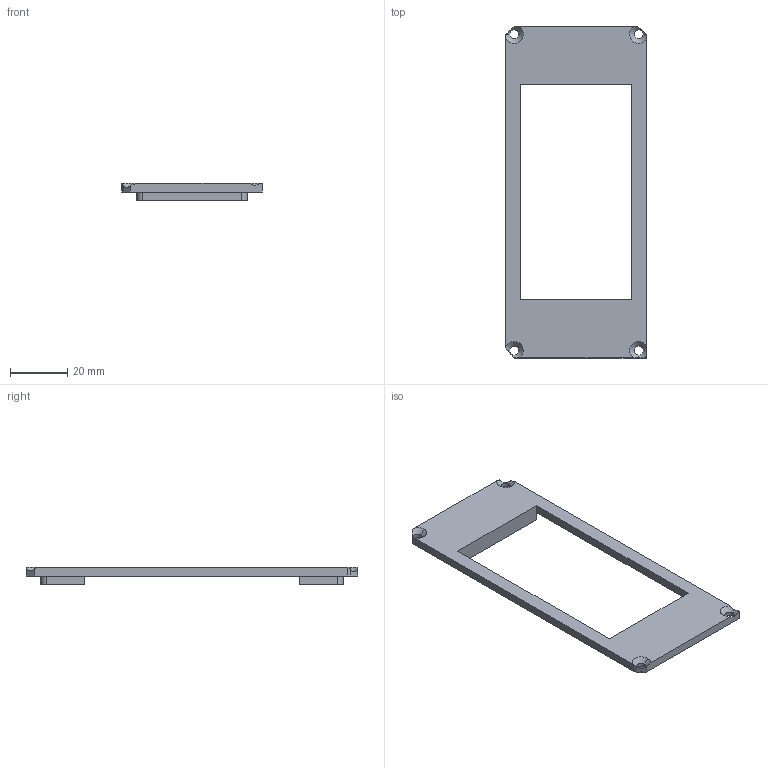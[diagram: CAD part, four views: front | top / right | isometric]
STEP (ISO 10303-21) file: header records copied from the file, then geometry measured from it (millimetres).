
FILE_DESCRIPTION((''),'2;1');
FILE_NAME('PRT0004','2019-07-05T11:04:05',('andres'),(''),'CREO PARAMETRIC BY PTC INC, 2018500','CREO PARAMETRIC BY PTC INC, 2018500','');
FILE_SCHEMA(('CONFIG_CONTROL_DESIGN'));
Length unit declared in the file: millimetre
Products named in the file (1): PRT0004
Bounding box: 49 x 116 x 6 mm (x, y, z)
Volume: 11613.1 mm3; surface area: 7790.9 mm2
Topology: 1 solids, 1 shells, 43 faces, 128 edges, 83 vertices
Faces by surface type: plane 23, cylinder 12, cone 8
Entity records: 1555 total; most frequent: CARTESIAN_POINT 349, ORIENTED_EDGE 256, DIRECTION 228, EDGE_CURVE 128, VERTEX_POINT 83, VECTOR 78, LINE 78, AXIS2_PLACEMENT_3D 75
